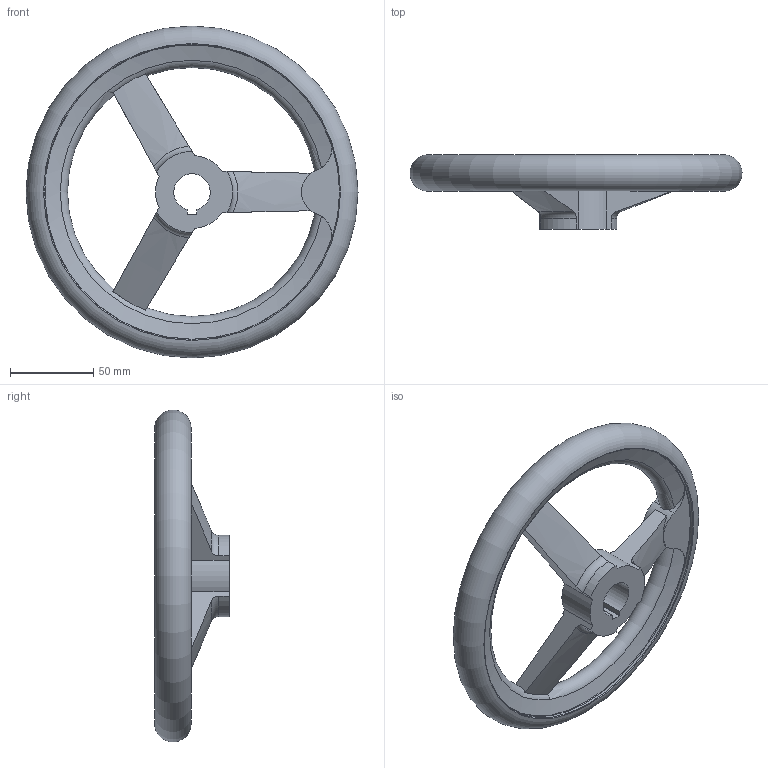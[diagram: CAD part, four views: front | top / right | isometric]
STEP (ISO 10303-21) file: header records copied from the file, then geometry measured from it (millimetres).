
FILE_DESCRIPTION( ( 'STEP AP214' ), '1' );
FILE_NAME( 'K0160.1200X22.stp', '2020-11-26T09:58:11', ( '' ), ( '' ), ' ', 'PARTsolutions', ' ' );
FILE_SCHEMA( ( 'AUTOMOTIVE_DESIGN { 1 0 10303 214 1 1 1 1 }' ) );
Length unit declared in the file: millimetre
Products named in the file (1): _K0160.1200X22
Bounding box: 200 x 44.99 x 200 mm (x, y, z)
Volume: 279507.7 mm3; surface area: 59634.9 mm2
Topology: 1 solids, 1 shells, 56 faces, 165 edges, 108 vertices
Faces by surface type: cylinder 19, torus 16, plane 13, cone 8
Full cylindrical faces by diameter (mm): 178 x2
Entity records: 2745 total; most frequent: CARTESIAN_POINT 861, ORIENTED_EDGE 312, DIRECTION 274, EDGE_CURVE 156, AXIS2_PLACEMENT_3D 113, VERTEX_POINT 107, EDGE_LOOP 68, FACE_OUTER_BOUND 63
